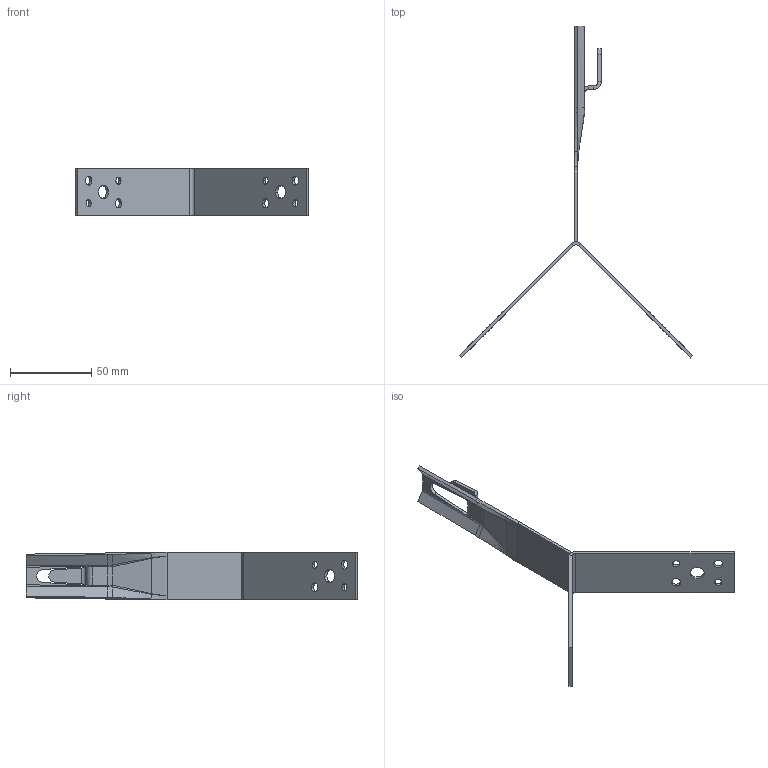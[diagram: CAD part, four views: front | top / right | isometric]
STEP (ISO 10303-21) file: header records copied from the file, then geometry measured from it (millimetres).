
FILE_DESCRIPTION (( 'STEP AP203' ), '1' );
FILE_NAME ('2104 Êîíüêîâûé äåðæàòåëü, âûñîòà Í - 10(ñì), äèàìåòð ïðîâîëîêè - 6-8 (ìì).STEP', '2024-03-05T06:44:07', ( '' ), ( '' ), 'SwSTEP 2.0', 'SolidWorks 2022', '' );
FILE_SCHEMA (( 'CONFIG_CONTROL_DESIGN' ));
Length unit declared in the file: millimetre
Products named in the file (4): 2104.100 Коньковый держатель зажимной_00; 2101.102 Уголок; 2104.101 Прямой держатель зажимной; 2104 Коньковый держатель, высота Н - 10(см), диаметр проволоки - 6-8 (мм)
Assembly tree (3 placements, depth 3):
  2104 Коньковый держатель, высота Н - 10(см), диаметр проволоки - 6-8 (мм)
    2104.100 Коньковый держатель зажимной_00
      2104.101 Прямой держатель зажимной
      2101.102 Уголок
Bounding box: 144.25 x 204.88 x 29.5 mm (x, y, z)
Volume: 19071.3 mm3; surface area: 21286.9 mm2
Topology: 2 solids, 2 shells, 126 faces, 320 edges, 196 vertices
Faces by surface type: bspline 56, plane 38, cylinder 32
Entity records: 5575 total; most frequent: CARTESIAN_POINT 2602, ORIENTED_EDGE 636, DIRECTION 364, EDGE_CURVE 318, VERTEX_POINT 196, B_SPLINE_CURVE_WITH_KNOTS 164, EDGE_LOOP 144, AXIS2_PLACEMENT_3D 135
